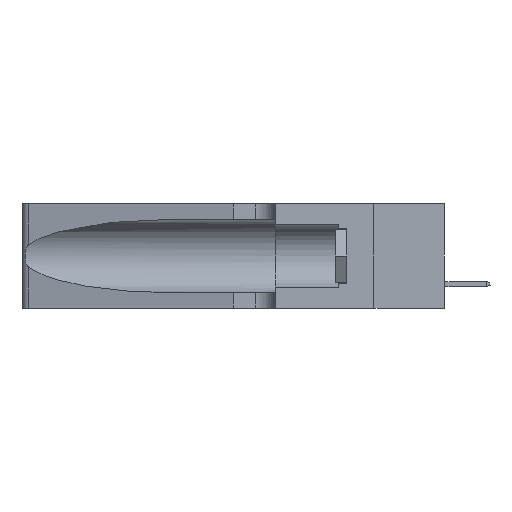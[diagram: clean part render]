
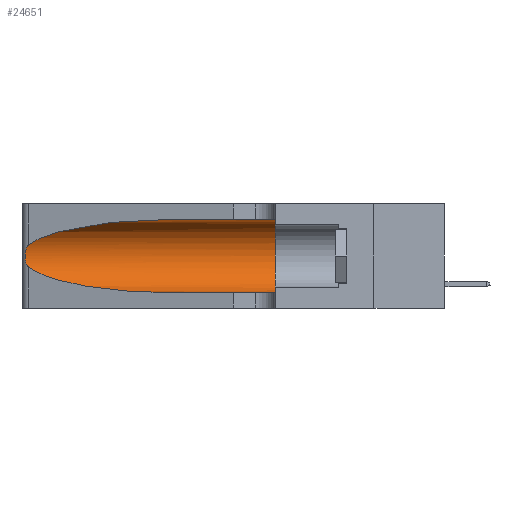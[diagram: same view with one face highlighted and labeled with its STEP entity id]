
A CAD part, left-side view. The second image highlights one B-rep face of the part: STEP entity #24651.
In plain terms, the highlighted cylindrical face has radius 3.308 mm (diameter 6.617 mm), a partial arc.
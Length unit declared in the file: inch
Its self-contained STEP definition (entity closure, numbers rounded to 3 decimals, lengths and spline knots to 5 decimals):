
#461 = CARTESIAN_POINT ( 'NONE',  ( 0.25789, 1.23486, 0.15765 ) ) ;
#555 = CARTESIAN_POINT ( 'NONE',  ( 0.25487, 1.22718, 0.14631 ) ) ;
#768 = CARTESIAN_POINT ( 'NONE',  ( 0.26075, 1.23896, 0.178 ) ) ;
#1350 = CARTESIAN_POINT ( 'NONE',  ( 0.1305, 0.35, 0.31525 ) ) ;
#2604 = CARTESIAN_POINT ( 'NONE',  ( 0.25487, 1.22718, 0.14631 ) ) ;
#2826 = EDGE_CURVE ( 'NONE', #10537, #3465, #24404, .T. ) ;
#3080 = ORIENTED_EDGE ( 'NONE', *, *, #2826, .T. ) ;
#3082 = CARTESIAN_POINT ( 'NONE',  ( 0.1305, 0.72297, 0.05475 ) ) ;
#3343 = DIRECTION ( 'NONE',  ( 0., 0., 1. ) ) ;
#3465 = VERTEX_POINT ( 'NONE', #3082 ) ;
#3586 = VERTEX_POINT ( 'NONE', #18839 ) ;
#4210 = CIRCLE ( 'NONE', #7577, 0.13025 ) ;
#4382 = CARTESIAN_POINT ( 'NONE',  ( 0.1305, 0.72297, 0.05475 ) ) ;
#4836 = CARTESIAN_POINT ( 'NONE',  ( 0.1305, 0.35, 0.05475 ) ) ;
#5169 = DIRECTION ( 'NONE',  ( 0., 0., -1. ) ) ;
#5259 = CARTESIAN_POINT ( 'NONE',  ( 0.25487, 1.22718, 0.22369 ) ) ;
#5599 = CARTESIAN_POINT ( 'NONE',  ( 0.1305, 0.72297, 0.31525 ) ) ;
#5725 = ORIENTED_EDGE ( 'NONE', *, *, #17129, .T. ) ;
#5877 = CARTESIAN_POINT ( 'NONE',  ( 0.1305, 1.61858, 0.31525 ) ) ;
#5905 = VECTOR ( 'NONE', #21609, 39.37008 ) ;
#7279 = CARTESIAN_POINT ( 'NONE',  ( 0.1305, 1.61858, 0.185 ) ) ;
#7385 = CARTESIAN_POINT ( 'NONE',  ( 0.25555, 1.22993, 0.14849 ) ) ;
#7478 = CARTESIAN_POINT ( 'NONE',  ( 0.26075, 1.23896, 0.19203 ) ) ;
#7577 = AXIS2_PLACEMENT_3D ( 'NONE', #25576, #12198, #3343 ) ;
#7810 = CARTESIAN_POINT ( 'NONE',  ( 0.1305, 1.61858, 0.05475 ) ) ;
#7817 = CARTESIAN_POINT ( 'NONE',  ( 0.2373, 1.15595, 0.28018 ) ) ;
#9354 = B_SPLINE_CURVE_WITH_KNOTS ( 'NONE', 3,
 ( #5259, #20517, #24955, #22828, #20802, #9448, #7478, #768, #9550, #23120, #461, #22729, #7385, #555 ),
 .UNSPECIFIED., .F., .F.,
 ( 4, 2, 2, 2, 2, 2, 4 ),
 ( 0., 0.00027, 0.00053, 0.00107, 0.0016, 0.00187, 0.00214 ),
 .UNSPECIFIED. ) ;
#9448 = CARTESIAN_POINT ( 'NONE',  ( 0.26018, 1.23835, 0.19895 ) ) ;
#9550 = CARTESIAN_POINT ( 'NONE',  ( 0.26017, 1.23833, 0.17102 ) ) ;
#10389 = LINE ( 'NONE', #7810, #25380 ) ;
#10537 = VERTEX_POINT ( 'NONE', #12210 ) ;
#11134 = ORIENTED_EDGE ( 'NONE', *, *, #24714, .T. ) ;
#12174 = VERTEX_POINT ( 'NONE', #1350 ) ;
#12198 = DIRECTION ( 'NONE',  ( 0., 1., 0. ) ) ;
#12210 = CARTESIAN_POINT ( 'NONE',  ( 0.25487, 1.22718, 0.14631 ) ) ;
#12328 = CARTESIAN_POINT ( 'NONE',  ( 0.18966, 0.96281, 0.31525 ) ) ;
#12899 = LINE ( 'NONE', #5877, #5905 ) ;
#13741 = VERTEX_POINT ( 'NONE', #14211 ) ;
#14211 = CARTESIAN_POINT ( 'NONE',  ( 0.25487, 1.22718, 0.22369 ) ) ;
#14531 = CARTESIAN_POINT ( 'NONE',  ( 0.25487, 1.22718, 0.22369 ) ) ;
#14748 = ORIENTED_EDGE ( 'NONE', *, *, #23868, .T. ) ;
#15882 = EDGE_CURVE ( 'NONE', #3586, #12174, #12899, .T. ) ;
#16018 = ORIENTED_EDGE ( 'NONE', *, *, #18792, .F. ) ;
#17129 = EDGE_CURVE ( 'NONE', #3465, #28345, #10389, .T. ) ;
#17512 = EDGE_LOOP ( 'NONE', ( #14748, #11134, #3080, #5725, #16018, #27407 ) ) ;
#18792 = EDGE_CURVE ( 'NONE', #12174, #28345, #4210, .T. ) ;
#18839 = CARTESIAN_POINT ( 'NONE',  ( 0.1305, 0.72297, 0.31525 ) ) ;
#20517 = CARTESIAN_POINT ( 'NONE',  ( 0.25555, 1.22994, 0.2215 ) ) ;
#20802 = CARTESIAN_POINT ( 'NONE',  ( 0.25854, 1.2359, 0.20912 ) ) ;
#20839 = AXIS2_PLACEMENT_3D ( 'NONE', #7279, #23026, #5169 ) ;
#21609 = DIRECTION ( 'NONE',  ( 0., -1., 0. ) ) ;
#22727 = CARTESIAN_POINT ( 'NONE',  ( 0.2373, 1.15595, 0.08982 ) ) ;
#22729 = CARTESIAN_POINT ( 'NONE',  ( 0.25639, 1.23186, 0.15144 ) ) ;
#22826 = CARTESIAN_POINT ( 'NONE',  ( 0.18966, 0.96281, 0.05475 ) ) ;
#22828 = CARTESIAN_POINT ( 'NONE',  ( 0.25787, 1.23484, 0.2124 ) ) ;
#23026 = DIRECTION ( 'NONE',  ( 0., -1., 0. ) ) ;
#23120 = CARTESIAN_POINT ( 'NONE',  ( 0.25856, 1.23593, 0.16098 ) ) ;
#23149 =( BOUNDED_CURVE ( )  B_SPLINE_CURVE ( 3, ( #5599, #12328, #7817, #14531 ),
 .UNSPECIFIED., .F., .T. ) 
 B_SPLINE_CURVE_WITH_KNOTS ( ( 4, 4 ),
 ( 1.5708, 2.84003 ),
 .UNSPECIFIED. ) 
 CURVE ( )  GEOMETRIC_REPRESENTATION_ITEM ( )  RATIONAL_B_SPLINE_CURVE ( ( 1., 0.87, 0.87, 1. ) ) 
 REPRESENTATION_ITEM ( '' )  );
#23868 = EDGE_CURVE ( 'NONE', #3586, #13741, #23149, .T. ) ;
#24287 = FACE_OUTER_BOUND ( 'NONE', #17512, .T. ) ;
#24404 =( BOUNDED_CURVE ( )  B_SPLINE_CURVE ( 3, ( #2604, #22727, #22826, #4382 ),
 .UNSPECIFIED., .F., .T. ) 
 B_SPLINE_CURVE_WITH_KNOTS ( ( 4, 4 ),
 ( 3.44316, 4.71239 ),
 .UNSPECIFIED. ) 
 CURVE ( )  GEOMETRIC_REPRESENTATION_ITEM ( )  RATIONAL_B_SPLINE_CURVE ( ( 1., 0.87, 0.87, 1. ) ) 
 REPRESENTATION_ITEM ( '' )  );
#24651 = ADVANCED_FACE ( 'NONE', ( #24287 ), #27029, .F. ) ;
#24714 = EDGE_CURVE ( 'NONE', #13741, #10537, #9354, .T. ) ;
#24955 = CARTESIAN_POINT ( 'NONE',  ( 0.25639, 1.23184, 0.21858 ) ) ;
#25380 = VECTOR ( 'NONE', #26715, 39.37008 ) ;
#25576 = CARTESIAN_POINT ( 'NONE',  ( 0.1305, 0.35, 0.185 ) ) ;
#26715 = DIRECTION ( 'NONE',  ( 0., -1., 0. ) ) ;
#27029 = CYLINDRICAL_SURFACE ( 'NONE', #20839, 0.13025 ) ;
#27407 = ORIENTED_EDGE ( 'NONE', *, *, #15882, .F. ) ;
#28345 = VERTEX_POINT ( 'NONE', #4836 ) ;
